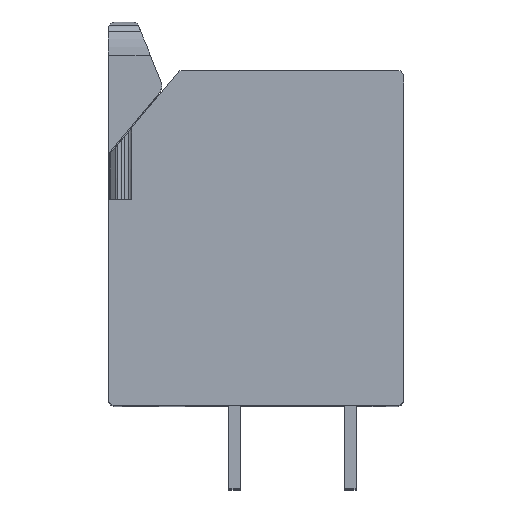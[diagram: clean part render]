
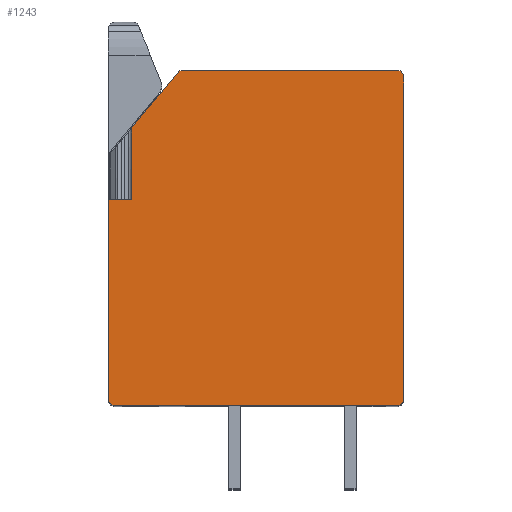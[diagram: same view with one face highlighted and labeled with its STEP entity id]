
A CAD part, top view. The second image highlights one B-rep face of the part: STEP entity #1243.
In plain terms, the highlighted planar face has unit normal (0, 0, 1).
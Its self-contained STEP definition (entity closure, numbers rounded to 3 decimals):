
#1 = CARTESIAN_POINT ( 'NONE',  ( -10.046, 11.287, 28. ) ) ;
#302 = VECTOR ( 'NONE', #30923, 1000. ) ;
#872 = CARTESIAN_POINT ( 'NONE',  ( -10.043, 8.9, 28. ) ) ;
#989 = LINE ( 'NONE', #15865, #6078 ) ;
#1243 = ADVANCED_FACE ( 'NONE', ( #17503 ), #24699, .T. ) ;
#1327 = ORIENTED_EDGE ( 'NONE', *, *, #20735, .T. ) ;
#1710 = CARTESIAN_POINT ( 'NONE',  ( 2., 14.5, 28. ) ) ;
#2115 = DIRECTION ( 'NONE',  ( 1., 0., 0. ) ) ;
#2370 = AXIS2_PLACEMENT_3D ( 'NONE', #8426, #18630, #28863 ) ;
#3248 = VERTEX_POINT ( 'NONE', #21518 ) ;
#3616 = EDGE_CURVE ( 'NONE', #31525, #3248, #5443, .T. ) ;
#3974 = EDGE_CURVE ( 'NONE', #22321, #21433, #15433, .T. ) ;
#4415 = VERTEX_POINT ( 'NONE', #11328 ) ;
#4545 = ORIENTED_EDGE ( 'NONE', *, *, #24362, .T. ) ;
#5010 = DIRECTION ( 'NONE',  ( -0.643, -0.766, 0. ) ) ;
#5131 = CIRCLE ( 'NONE', #24898, 0.3 ) ;
#5384 = VERTEX_POINT ( 'NONE', #29510 ) ;
#5443 = LINE ( 'NONE', #10642, #32118 ) ;
#5462 = CARTESIAN_POINT ( 'NONE',  ( -10.046, 8.9, 28. ) ) ;
#6078 = VECTOR ( 'NONE', #16199, 1000. ) ;
#6245 = AXIS2_PLACEMENT_3D ( 'NONE', #15532, #15372, #23382 ) ;
#6346 = EDGE_CURVE ( 'NONE', #5384, #22690, #8801, .T. ) ;
#7200 = ORIENTED_EDGE ( 'NONE', *, *, #23202, .F. ) ;
#7243 = CARTESIAN_POINT ( 'NONE',  ( -9.45, 8.9, 28. ) ) ;
#7368 = DIRECTION ( 'NONE',  ( 0., -1., 0. ) ) ;
#7601 = AXIS2_PLACEMENT_3D ( 'NONE', #27889, #14662, #2115 ) ;
#7886 = EDGE_CURVE ( 'NONE', #22690, #4415, #28477, .T. ) ;
#8389 = EDGE_CURVE ( 'NONE', #25108, #31525, #14814, .T. ) ;
#8426 = CARTESIAN_POINT ( 'NONE',  ( 2., 14.2, 28. ) ) ;
#8801 = CIRCLE ( 'NONE', #2370, 0.3 ) ;
#9008 = ORIENTED_EDGE ( 'NONE', *, *, #6346, .T. ) ;
#9026 = VERTEX_POINT ( 'NONE', #7243 ) ;
#9042 = VERTEX_POINT ( 'NONE', #19451 ) ;
#9049 = DIRECTION ( 'NONE',  ( 0., 1., 0. ) ) ;
#9427 = VECTOR ( 'NONE', #28317, 1000. ) ;
#9464 = LINE ( 'NONE', #29733, #20292 ) ;
#9756 = DIRECTION ( 'NONE',  ( 0., -1., 0. ) ) ;
#9934 = VERTEX_POINT ( 'NONE', #5462 ) ;
#10391 = CARTESIAN_POINT ( 'NONE',  ( -7.21, 14.5, 28. ) ) ;
#10642 = CARTESIAN_POINT ( 'NONE',  ( 2., 0., 28. ) ) ;
#10690 = ORIENTED_EDGE ( 'NONE', *, *, #7886, .T. ) ;
#10819 = CARTESIAN_POINT ( 'NONE',  ( 2., 0.3, 28. ) ) ;
#11328 = CARTESIAN_POINT ( 'NONE',  ( -7.21, 14.5, 28. ) ) ;
#11401 = EDGE_CURVE ( 'NONE', #9042, #27467, #20559, .T. ) ;
#11628 = EDGE_CURVE ( 'NONE', #23044, #5384, #9464, .T. ) ;
#12366 = ORIENTED_EDGE ( 'NONE', *, *, #11628, .T. ) ;
#12736 = EDGE_CURVE ( 'NONE', #9934, #26376, #989, .T. ) ;
#12799 = ORIENTED_EDGE ( 'NONE', *, *, #8389, .T. ) ;
#13029 = CARTESIAN_POINT ( 'NONE',  ( -9.45, 11.997, 28. ) ) ;
#13057 = ORIENTED_EDGE ( 'NONE', *, *, #21546, .T. ) ;
#13162 = CARTESIAN_POINT ( 'NONE',  ( -9.45, 8.9, 28. ) ) ;
#13414 = EDGE_LOOP ( 'NONE', ( #7200, #15932, #1327, #16767, #19781, #24834, #24214, #12799, #26658, #13057, #12366, #9008, #10690, #4545, #14424 ) ) ;
#13556 = EDGE_CURVE ( 'NONE', #9934, #27467, #19246, .T. ) ;
#13730 = CIRCLE ( 'NONE', #6245, 0.3 ) ;
#13887 = CARTESIAN_POINT ( 'NONE',  ( -9.45, 11.997, 28. ) ) ;
#14170 = VECTOR ( 'NONE', #30473, 1000. ) ;
#14424 = ORIENTED_EDGE ( 'NONE', *, *, #3974, .T. ) ;
#14662 = DIRECTION ( 'NONE',  ( 0., 0., 1. ) ) ;
#14695 = VECTOR ( 'NONE', #9049, 1000. ) ;
#14814 = CIRCLE ( 'NONE', #22829, 0.3 ) ;
#15372 = DIRECTION ( 'NONE',  ( 0., 0., 1. ) ) ;
#15433 = LINE ( 'NONE', #13887, #32661 ) ;
#15532 = CARTESIAN_POINT ( 'NONE',  ( -7.21, 14.2, 28. ) ) ;
#15865 = CARTESIAN_POINT ( 'NONE',  ( -10.45, 8.9, 28. ) ) ;
#15932 = ORIENTED_EDGE ( 'NONE', *, *, #24799, .T. ) ;
#16199 = DIRECTION ( 'NONE',  ( -1., 0., 0. ) ) ;
#16501 = DIRECTION ( 'NONE',  ( 1., 0., 0. ) ) ;
#16767 = ORIENTED_EDGE ( 'NONE', *, *, #11401, .T. ) ;
#17503 = FACE_OUTER_BOUND ( 'NONE', #13414, .T. ) ;
#18186 = LINE ( 'NONE', #13162, #302 ) ;
#18384 = LINE ( 'NONE', #13029, #14170 ) ;
#18630 = DIRECTION ( 'NONE',  ( 0., 0., 1. ) ) ;
#18763 = DIRECTION ( 'NONE',  ( 0., 1., 0. ) ) ;
#19084 = LINE ( 'NONE', #872, #14695 ) ;
#19246 = LINE ( 'NONE', #26639, #27025 ) ;
#19451 = CARTESIAN_POINT ( 'NONE',  ( -10.043, 11.291, 28. ) ) ;
#19781 = ORIENTED_EDGE ( 'NONE', *, *, #13556, .F. ) ;
#19950 = LINE ( 'NONE', #32700, #25448 ) ;
#20151 = DIRECTION ( 'NONE',  ( 0., 1., 0. ) ) ;
#20292 = VECTOR ( 'NONE', #20151, 1000. ) ;
#20559 = LINE ( 'NONE', #1, #22961 ) ;
#20735 = EDGE_CURVE ( 'NONE', #22830, #9042, #19084, .T. ) ;
#20943 = DIRECTION ( 'NONE',  ( -0.643, -0.766, 0. ) ) ;
#21433 = VERTEX_POINT ( 'NONE', #25392 ) ;
#21518 = CARTESIAN_POINT ( 'NONE',  ( 2., 0., 28. ) ) ;
#21546 = EDGE_CURVE ( 'NONE', #3248, #23044, #5131, .T. ) ;
#21713 = CARTESIAN_POINT ( 'NONE',  ( -10.45, 8.9, 28. ) ) ;
#22321 = VERTEX_POINT ( 'NONE', #22352 ) ;
#22352 = CARTESIAN_POINT ( 'NONE',  ( -7.44, 14.393, 28. ) ) ;
#22554 = CARTESIAN_POINT ( 'NONE',  ( 2.3, 0.3, 28. ) ) ;
#22690 = VERTEX_POINT ( 'NONE', #1710 ) ;
#22829 = AXIS2_PLACEMENT_3D ( 'NONE', #32793, #30303, #7368 ) ;
#22830 = VERTEX_POINT ( 'NONE', #28825 ) ;
#22961 = VECTOR ( 'NONE', #5010, 1000. ) ;
#23044 = VERTEX_POINT ( 'NONE', #22554 ) ;
#23202 = EDGE_CURVE ( 'NONE', #9026, #21433, #18384, .T. ) ;
#23382 = DIRECTION ( 'NONE',  ( -0.766, 0.643, 0. ) ) ;
#23918 = CARTESIAN_POINT ( 'NONE',  ( -10.15, 0., 28. ) ) ;
#24214 = ORIENTED_EDGE ( 'NONE', *, *, #29630, .T. ) ;
#24362 = EDGE_CURVE ( 'NONE', #4415, #22321, #13730, .T. ) ;
#24561 = CARTESIAN_POINT ( 'NONE',  ( -10.046, 11.287, 28. ) ) ;
#24699 = PLANE ( 'NONE',  #7601 ) ;
#24799 = EDGE_CURVE ( 'NONE', #9026, #22830, #18186, .T. ) ;
#24834 = ORIENTED_EDGE ( 'NONE', *, *, #12736, .T. ) ;
#24898 = AXIS2_PLACEMENT_3D ( 'NONE', #10819, #26559, #16501 ) ;
#25108 = VERTEX_POINT ( 'NONE', #30060 ) ;
#25392 = CARTESIAN_POINT ( 'NONE',  ( -9.45, 11.997, 28. ) ) ;
#25448 = VECTOR ( 'NONE', #9756, 1000. ) ;
#26376 = VERTEX_POINT ( 'NONE', #21713 ) ;
#26559 = DIRECTION ( 'NONE',  ( 0., 0., 1. ) ) ;
#26639 = CARTESIAN_POINT ( 'NONE',  ( -10.046, 11.287, 28. ) ) ;
#26658 = ORIENTED_EDGE ( 'NONE', *, *, #3616, .T. ) ;
#27025 = VECTOR ( 'NONE', #18763, 1000. ) ;
#27467 = VERTEX_POINT ( 'NONE', #24561 ) ;
#27889 = CARTESIAN_POINT ( 'NONE',  ( -10.45, 0., 28. ) ) ;
#28317 = DIRECTION ( 'NONE',  ( -1., 0., 0. ) ) ;
#28387 = DIRECTION ( 'NONE',  ( 1., 0., 0. ) ) ;
#28477 = LINE ( 'NONE', #10391, #9427 ) ;
#28825 = CARTESIAN_POINT ( 'NONE',  ( -10.043, 8.9, 28. ) ) ;
#28863 = DIRECTION ( 'NONE',  ( 0., 1., 0. ) ) ;
#29510 = CARTESIAN_POINT ( 'NONE',  ( 2.3, 14.2, 28. ) ) ;
#29630 = EDGE_CURVE ( 'NONE', #26376, #25108, #19950, .T. ) ;
#29733 = CARTESIAN_POINT ( 'NONE',  ( 2.3, 14.2, 28. ) ) ;
#30060 = CARTESIAN_POINT ( 'NONE',  ( -10.45, 0.3, 28. ) ) ;
#30303 = DIRECTION ( 'NONE',  ( 0., 0., 1. ) ) ;
#30473 = DIRECTION ( 'NONE',  ( 0., 1., 0. ) ) ;
#30923 = DIRECTION ( 'NONE',  ( -1., 0., 0. ) ) ;
#31525 = VERTEX_POINT ( 'NONE', #23918 ) ;
#32118 = VECTOR ( 'NONE', #28387, 1000. ) ;
#32661 = VECTOR ( 'NONE', #20943, 1000. ) ;
#32700 = CARTESIAN_POINT ( 'NONE',  ( -10.45, 0.3, 28. ) ) ;
#32793 = CARTESIAN_POINT ( 'NONE',  ( -10.15, 0.3, 28. ) ) ;
